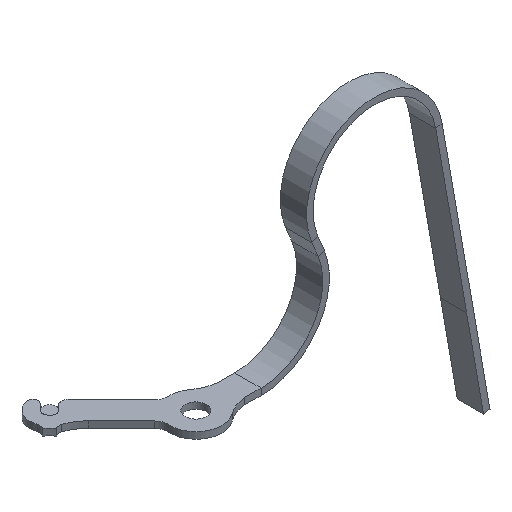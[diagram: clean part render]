
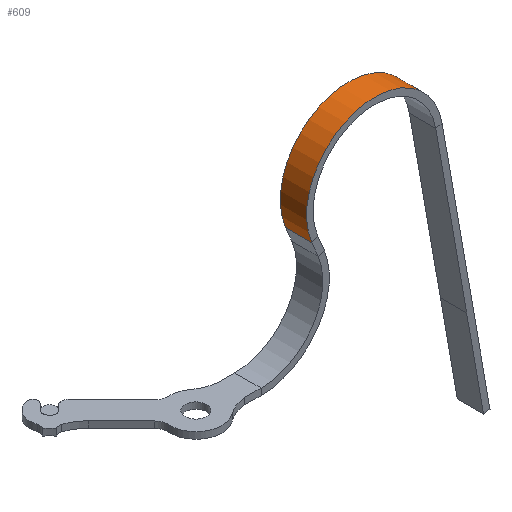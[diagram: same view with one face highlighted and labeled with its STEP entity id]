
A CAD part, isometric view. The second image highlights one B-rep face of the part: STEP entity #609.
In plain terms, the highlighted cylindrical face has radius 0.533 mm (diameter 1.067 mm), a partial arc.
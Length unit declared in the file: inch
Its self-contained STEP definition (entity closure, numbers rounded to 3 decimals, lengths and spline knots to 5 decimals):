
#1 = EDGE_CURVE ( 'NONE', #464, #774, #771, .T. ) ;
#140 = CARTESIAN_POINT ( 'NONE',  ( 0.096, 0.00404, 0.041 ) ) ;
#153 = DIRECTION ( 'NONE',  ( 0., 1., 0. ) ) ;
#168 = CARTESIAN_POINT ( 'NONE',  ( 0.11668, 0.00404, 0.04465 ) ) ;
#183 = CARTESIAN_POINT ( 'NONE',  ( 0.11668, -0.00404, 0.04465 ) ) ;
#186 = AXIS2_PLACEMENT_3D ( 'NONE', #140, #153, #763 ) ;
#199 = CARTESIAN_POINT ( 'NONE',  ( 0.07662, -0.00404, 0.03292 ) ) ;
#220 = CYLINDRICAL_SURFACE ( 'NONE', #1052, 0.021 ) ;
#228 = ORIENTED_EDGE ( 'NONE', *, *, #1, .F. ) ;
#236 = VECTOR ( 'NONE', #271, 39.37008 ) ;
#240 = CARTESIAN_POINT ( 'NONE',  ( 0.07662, 0.00404, 0.03292 ) ) ;
#246 = CARTESIAN_POINT ( 'NONE',  ( 0.096, 0., 0.041 ) ) ;
#248 = EDGE_CURVE ( 'NONE', #464, #1033, #1030, .T. ) ;
#254 = VECTOR ( 'NONE', #499, 39.37008 ) ;
#267 = EDGE_CURVE ( 'NONE', #1033, #842, #320, .T. ) ;
#271 = DIRECTION ( 'NONE',  ( 0., -1., 0. ) ) ;
#283 = CARTESIAN_POINT ( 'NONE',  ( 0.096, -0.00404, 0.041 ) ) ;
#311 = ORIENTED_EDGE ( 'NONE', *, *, #267, .T. ) ;
#320 = CIRCLE ( 'NONE', #693, 0.021 ) ;
#464 = VERTEX_POINT ( 'NONE', #240 ) ;
#499 = DIRECTION ( 'NONE',  ( 0., -1., 0. ) ) ;
#580 = CARTESIAN_POINT ( 'NONE',  ( 0.11668, -0.00404, 0.04465 ) ) ;
#602 = DIRECTION ( 'NONE',  ( 0., 1., 0. ) ) ;
#609 = ADVANCED_FACE ( 'NONE', ( #1276 ), #220, .T. ) ;
#632 = CARTESIAN_POINT ( 'NONE',  ( 0.07662, -0.00404, 0.03292 ) ) ;
#667 = DIRECTION ( 'NONE',  ( 0., 1., 0. ) ) ;
#692 = EDGE_LOOP ( 'NONE', ( #311, #1269, #228, #1301 ) ) ;
#693 = AXIS2_PLACEMENT_3D ( 'NONE', #283, #602, #1310 ) ;
#740 = LINE ( 'NONE', #183, #236 ) ;
#763 = DIRECTION ( 'NONE',  ( -0.923, 0., -0.385 ) ) ;
#770 = DIRECTION ( 'NONE',  ( 0., 0., 1. ) ) ;
#771 = CIRCLE ( 'NONE', #186, 0.021 ) ;
#774 = VERTEX_POINT ( 'NONE', #168 ) ;
#842 = VERTEX_POINT ( 'NONE', #580 ) ;
#854 = EDGE_CURVE ( 'NONE', #774, #842, #740, .T. ) ;
#1030 = LINE ( 'NONE', #199, #254 ) ;
#1033 = VERTEX_POINT ( 'NONE', #632 ) ;
#1052 = AXIS2_PLACEMENT_3D ( 'NONE', #246, #667, #770 ) ;
#1269 = ORIENTED_EDGE ( 'NONE', *, *, #854, .F. ) ;
#1276 = FACE_OUTER_BOUND ( 'NONE', #692, .T. ) ;
#1301 = ORIENTED_EDGE ( 'NONE', *, *, #248, .T. ) ;
#1310 = DIRECTION ( 'NONE',  ( -0.923, 0., -0.385 ) ) ;
